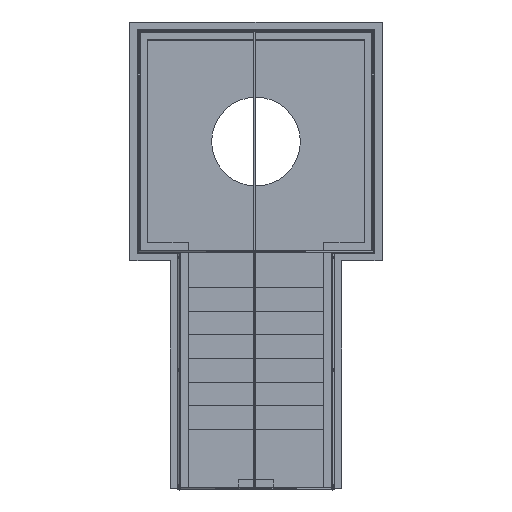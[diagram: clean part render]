
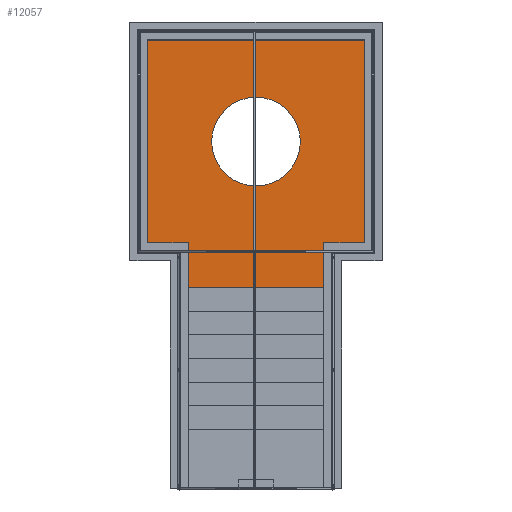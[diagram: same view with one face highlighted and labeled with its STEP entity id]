
A CAD part, top view. The second image highlights one B-rep face of the part: STEP entity #12057.
In plain terms, the highlighted planar face has unit normal (0, 0, 1).
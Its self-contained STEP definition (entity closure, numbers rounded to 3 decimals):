
#376=FACE_BOUND('',#2012,.T.);
#545=CIRCLE('',#13065,750.);
#1307=FACE_OUTER_BOUND('',#2011,.T.);
#2011=EDGE_LOOP('',(#10870,#10871,#10872,#10873,#10874,#10875,#10876,#10877));
#2012=EDGE_LOOP('',(#10878));
#3292=LINE('',#21787,#4661);
#3297=LINE('',#21798,#4666);
#3306=LINE('',#21815,#4675);
#3405=LINE('',#22143,#4774);
#3406=LINE('',#22146,#4775);
#3407=LINE('',#22148,#4776);
#3408=LINE('',#22149,#4777);
#3409=LINE('',#22150,#4778);
#4661=VECTOR('',#15833,10.);
#4666=VECTOR('',#15842,10.);
#4675=VECTOR('',#15857,10.);
#4774=VECTOR('',#16126,10.);
#4775=VECTOR('',#16129,10.);
#4776=VECTOR('',#16130,10.);
#4777=VECTOR('',#16131,10.);
#4778=VECTOR('',#16132,10.);
#5797=VERTEX_POINT('',#21784);
#5798=VERTEX_POINT('',#21786);
#5801=VERTEX_POINT('',#21796);
#5802=VERTEX_POINT('',#21797);
#5806=VERTEX_POINT('',#21812);
#5807=VERTEX_POINT('',#21814);
#5870=VERTEX_POINT('',#22145);
#5871=VERTEX_POINT('',#22147);
#5872=VERTEX_POINT('',#22151);
#7409=EDGE_CURVE('',#5798,#5797,#3292,.T.);
#7414=EDGE_CURVE('',#5801,#5802,#3297,.T.);
#7423=EDGE_CURVE('',#5807,#5806,#3306,.T.);
#7549=EDGE_CURVE('',#5797,#5807,#3405,.T.);
#7550=EDGE_CURVE('',#5870,#5806,#3406,.T.);
#7551=EDGE_CURVE('',#5871,#5870,#3407,.T.);
#7552=EDGE_CURVE('',#5802,#5871,#3408,.T.);
#7553=EDGE_CURVE('',#5798,#5801,#3409,.T.);
#7554=EDGE_CURVE('',#5872,#5872,#545,.T.);
#10870=ORIENTED_EDGE('',*,*,#7409,.T.);
#10871=ORIENTED_EDGE('',*,*,#7549,.T.);
#10872=ORIENTED_EDGE('',*,*,#7423,.T.);
#10873=ORIENTED_EDGE('',*,*,#7550,.F.);
#10874=ORIENTED_EDGE('',*,*,#7551,.F.);
#10875=ORIENTED_EDGE('',*,*,#7552,.F.);
#10876=ORIENTED_EDGE('',*,*,#7414,.F.);
#10877=ORIENTED_EDGE('',*,*,#7553,.F.);
#10878=ORIENTED_EDGE('',*,*,#7554,.T.);
#11471=PLANE('',#13064);
#12057=ADVANCED_FACE('',(#1307,#376),#11471,.T.);
#13064=AXIS2_PLACEMENT_3D('',#22144,#16127,#16128);
#13065=AXIS2_PLACEMENT_3D('',#22152,#16133,#16134);
#15833=DIRECTION('',(0.,-1.,0.));
#15842=DIRECTION('',(0.,1.,0.));
#15857=DIRECTION('',(0.,1.,0.));
#16126=DIRECTION('',(1.,0.,0.));
#16127=DIRECTION('center_axis',(0.,0.,1.));
#16128=DIRECTION('ref_axis',(1.,0.,0.));
#16129=DIRECTION('',(-1.,0.,0.));
#16130=DIRECTION('',(0.,-1.,0.));
#16131=DIRECTION('',(1.,0.,0.));
#16132=DIRECTION('',(-1.,0.,0.));
#16133=DIRECTION('center_axis',(0.,0.,-1.));
#16134=DIRECTION('ref_axis',(1.,0.,0.));
#21784=CARTESIAN_POINT('',(150.,3400.,-3100.));
#21786=CARTESIAN_POINT('',(150.,4150.,-3100.));
#21787=CARTESIAN_POINT('',(150.,3775.,-3100.));
#21796=CARTESIAN_POINT('',(-535.8,4150.,-3100.));
#21797=CARTESIAN_POINT('',(-535.8,7583.8,-3100.));
#21798=CARTESIAN_POINT('',(-535.8,5008.45,-3100.));
#21812=CARTESIAN_POINT('',(2440.8,4150.,-3100.));
#21814=CARTESIAN_POINT('',(2440.8,3400.,-3100.));
#21815=CARTESIAN_POINT('',(2440.8,3775.,-3100.));
#22143=CARTESIAN_POINT('',(211.35,3400.,-3100.));
#22144=CARTESIAN_POINT('Origin',(-150.,3400.,-3100.));
#22145=CARTESIAN_POINT('',(3126.6,4150.,-3100.));
#22146=CARTESIAN_POINT('',(934.05,4150.,-3100.));
#22147=CARTESIAN_POINT('',(3126.6,7583.8,-3100.));
#22148=CARTESIAN_POINT('',(3126.6,5008.45,-3100.));
#22149=CARTESIAN_POINT('',(379.8,7583.8,-3100.));
#22150=CARTESIAN_POINT('',(934.05,4150.,-3100.));
#22151=CARTESIAN_POINT('',(545.4,5866.9,-3100.));
#22152=CARTESIAN_POINT('Origin',(1295.4,5866.9,-3100.));
